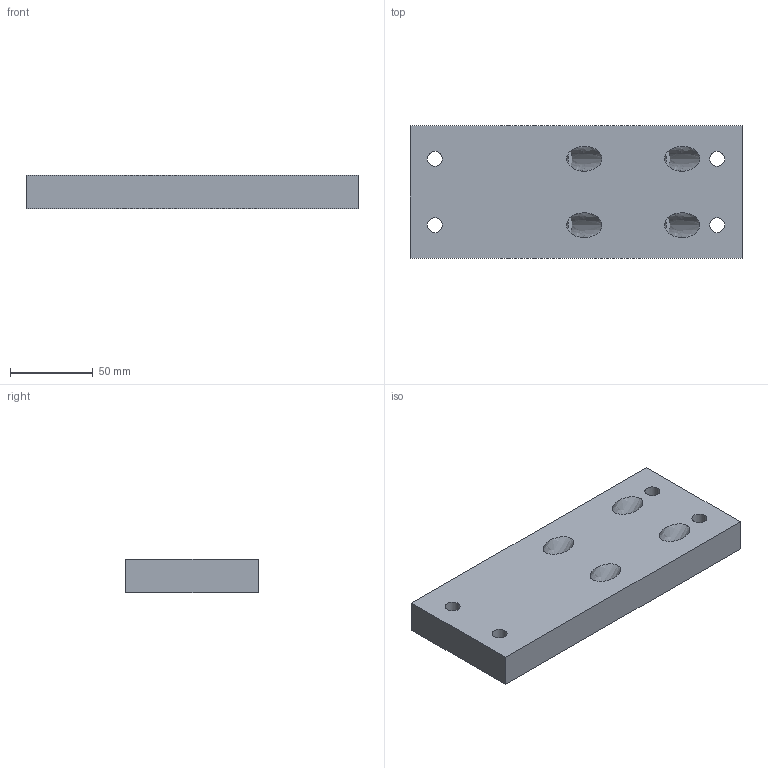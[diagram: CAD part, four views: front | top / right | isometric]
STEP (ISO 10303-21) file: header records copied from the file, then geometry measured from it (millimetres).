
FILE_DESCRIPTION((''),'2;1');
FILE_NAME('SV5014N.stp','2009-11-25T09:53:39',(''),(''),'Mechanical Desktop 2007','Mechanical Desktop 2007',', , ');
FILE_SCHEMA(('CONFIG_CONTROL_DESIGN'));
Length unit declared in the file: millimetre
Products named in the file (1): SV5014N
Bounding box: 200 x 80 x 20 mm (x, y, z)
Volume: 295729.5 mm3; surface area: 49295.4 mm2
Topology: 1 solids, 1 shells, 30 faces, 64 edges, 44 vertices
Faces by surface type: bspline 30
Entity records: 1051 total; most frequent: CARTESIAN_POINT 429, ORIENTED_EDGE 88, DIRECTION 78, EDGE_LOOP 70, EDGE_CURVE 44, VERTEX_POINT 40, FACE_BOUND 40, AXIS2_PLACEMENT_3D 33
